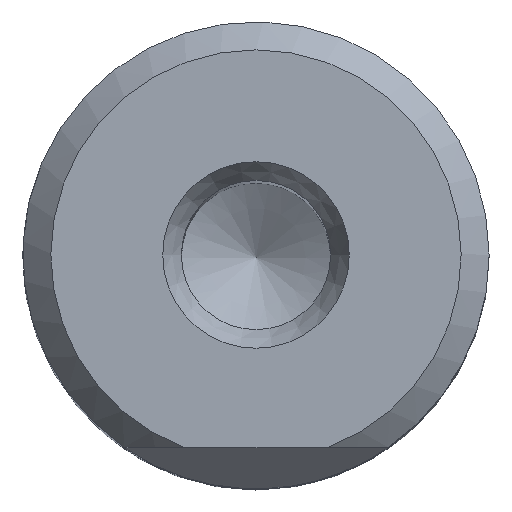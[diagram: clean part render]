
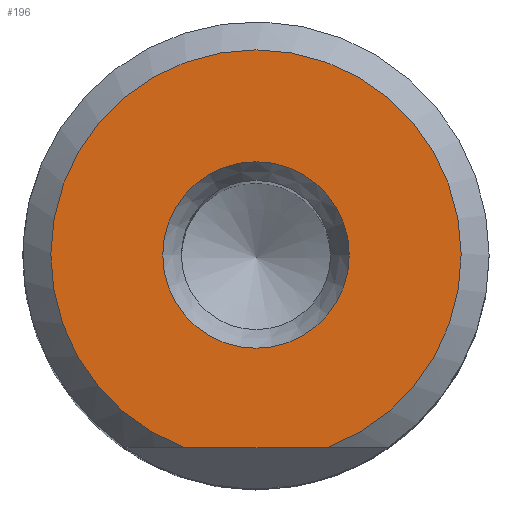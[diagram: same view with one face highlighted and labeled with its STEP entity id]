
A CAD part, top view. The second image highlights one B-rep face of the part: STEP entity #196.
In plain terms, the highlighted planar face has unit normal (0, 0, 1).
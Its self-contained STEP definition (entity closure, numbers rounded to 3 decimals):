
#86=LINE('',#740,#97);
#97=VECTOR('',#604,1.);
#147=FACE_BOUND('',#256,.T.);
#148=FACE_BOUND('',#257,.T.);
#196=ADVANCED_FACE('',(#147,#148),#220,.F.);
#220=PLANE('',#519);
#256=EDGE_LOOP('',(#322));
#257=EDGE_LOOP('',(#323,#324));
#322=ORIENTED_EDGE('',*,*,#434,.T.);
#323=ORIENTED_EDGE('',*,*,#435,.F.);
#324=ORIENTED_EDGE('',*,*,#431,.T.);
#392=VERTEX_POINT('',#727);
#394=VERTEX_POINT('',#730);
#396=VERTEX_POINT('',#739);
#431=EDGE_CURVE('',#394,#392,#472,.T.);
#434=EDGE_CURVE('',#396,#396,#474,.T.);
#435=EDGE_CURVE('',#394,#392,#86,.T.);
#472=CIRCLE('',#515,11.);
#474=CIRCLE('',#518,5.);
#515=AXIS2_PLACEMENT_3D('',#729,#596,#597);
#518=AXIS2_PLACEMENT_3D('',#738,#602,#603);
#519=AXIS2_PLACEMENT_3D('',#741,#605,#606);
#596=DIRECTION('',(0.,0.,1.));
#597=DIRECTION('',(1.,0.,0.));
#602=DIRECTION('',(0.,0.,-1.));
#603=DIRECTION('',(1.,0.,0.));
#604=DIRECTION('',(-1.,0.,0.));
#605=DIRECTION('',(0.,0.,-1.));
#606=DIRECTION('',(-1.,0.,0.));
#727=CARTESIAN_POINT('',(-3.861,-10.3,57.));
#729=CARTESIAN_POINT('',(0.,0.,57.));
#730=CARTESIAN_POINT('',(3.861,-10.3,57.));
#738=CARTESIAN_POINT('',(0.,0.,57.));
#739=CARTESIAN_POINT('',(5.,0.,57.));
#740=CARTESIAN_POINT('',(20.,-10.3,57.));
#741=CARTESIAN_POINT('',(0.,11.,57.));
